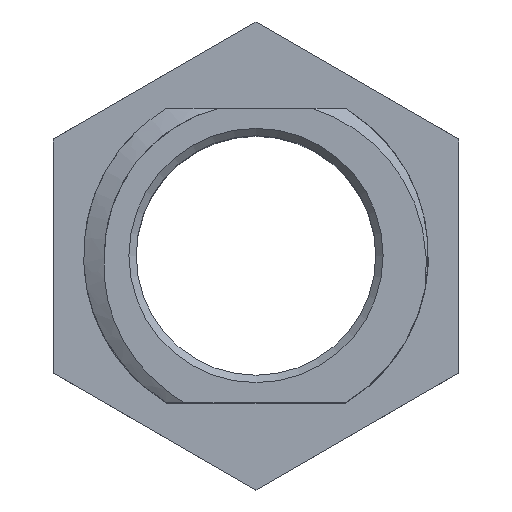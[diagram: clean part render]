
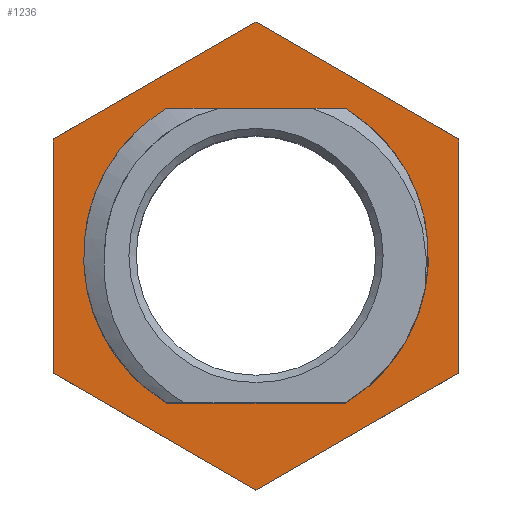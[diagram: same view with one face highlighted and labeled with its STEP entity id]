
A CAD part, top view. The second image highlights one B-rep face of the part: STEP entity #1236.
In plain terms, the highlighted planar face has unit normal (0, 0, 1).
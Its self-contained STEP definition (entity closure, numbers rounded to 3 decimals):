
#73=FACE_BOUND('',#169,.T.);
#75=CIRCLE('',#1321,4.);
#98=FACE_OUTER_BOUND('',#168,.T.);
#168=EDGE_LOOP('',(#930,#931,#932,#933,#934,#935));
#169=EDGE_LOOP('',(#936));
#401=LINE('',#2221,#474);
#402=LINE('',#2223,#475);
#403=LINE('',#2225,#476);
#404=LINE('',#2227,#477);
#405=LINE('',#2229,#478);
#406=LINE('',#2230,#479);
#474=VECTOR('',#1448,10.);
#475=VECTOR('',#1449,10.);
#476=VECTOR('',#1450,10.);
#477=VECTOR('',#1451,10.);
#478=VECTOR('',#1452,10.);
#479=VECTOR('',#1453,10.);
#598=VERTEX_POINT('',#2219);
#599=VERTEX_POINT('',#2220);
#600=VERTEX_POINT('',#2222);
#601=VERTEX_POINT('',#2224);
#602=VERTEX_POINT('',#2226);
#603=VERTEX_POINT('',#2228);
#604=VERTEX_POINT('',#2231);
#730=EDGE_CURVE('',#598,#599,#401,.T.);
#731=EDGE_CURVE('',#599,#600,#402,.T.);
#732=EDGE_CURVE('',#600,#601,#403,.T.);
#733=EDGE_CURVE('',#601,#602,#404,.T.);
#734=EDGE_CURVE('',#602,#603,#405,.T.);
#735=EDGE_CURVE('',#603,#598,#406,.T.);
#736=EDGE_CURVE('',#604,#604,#75,.T.);
#930=ORIENTED_EDGE('',*,*,#730,.T.);
#931=ORIENTED_EDGE('',*,*,#731,.T.);
#932=ORIENTED_EDGE('',*,*,#732,.T.);
#933=ORIENTED_EDGE('',*,*,#733,.T.);
#934=ORIENTED_EDGE('',*,*,#734,.T.);
#935=ORIENTED_EDGE('',*,*,#735,.T.);
#936=ORIENTED_EDGE('',*,*,#736,.T.);
#1224=PLANE('',#1320);
#1236=ADVANCED_FACE('',(#98,#73),#1224,.T.);
#1320=AXIS2_PLACEMENT_3D('',#2218,#1446,#1447);
#1321=AXIS2_PLACEMENT_3D('',#2232,#1454,#1455);
#1446=DIRECTION('center_axis',(0.,0.,1.));
#1447=DIRECTION('ref_axis',(1.,0.,0.));
#1448=DIRECTION('',(0.866,0.5,0.));
#1449=DIRECTION('',(0.,1.,0.));
#1450=DIRECTION('',(-0.866,0.5,0.));
#1451=DIRECTION('',(-0.866,-0.5,0.));
#1452=DIRECTION('',(0.,-1.,0.));
#1453=DIRECTION('',(0.866,-0.5,0.));
#1454=DIRECTION('center_axis',(0.,0.,-1.));
#1455=DIRECTION('ref_axis',(-1.,0.,0.));
#2218=CARTESIAN_POINT('Origin',(0.,0.,2.));
#2219=CARTESIAN_POINT('',(0.,-6.351,2.));
#2220=CARTESIAN_POINT('',(5.5,-3.175,2.));
#2221=CARTESIAN_POINT('',(0.,-6.351,2.));
#2222=CARTESIAN_POINT('',(5.5,3.175,2.));
#2223=CARTESIAN_POINT('',(5.5,-3.175,2.));
#2224=CARTESIAN_POINT('',(0.,6.351,2.));
#2225=CARTESIAN_POINT('',(5.5,3.175,2.));
#2226=CARTESIAN_POINT('',(-5.5,3.175,2.));
#2227=CARTESIAN_POINT('',(0.,6.351,2.));
#2228=CARTESIAN_POINT('',(-5.5,-3.175,2.));
#2229=CARTESIAN_POINT('',(-5.5,3.175,2.));
#2230=CARTESIAN_POINT('',(-5.5,-3.175,2.));
#2231=CARTESIAN_POINT('',(4.,0.,2.));
#2232=CARTESIAN_POINT('Origin',(0.,0.,2.));
